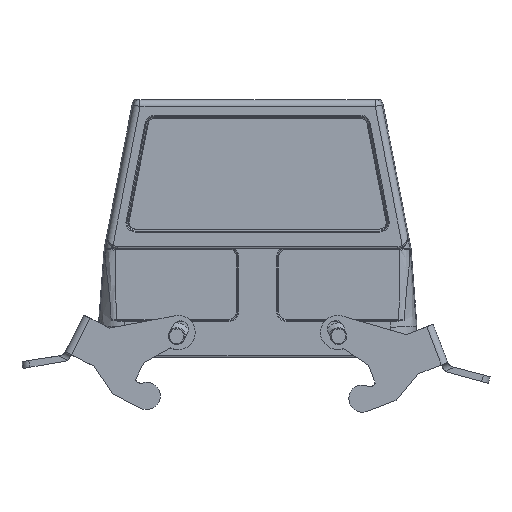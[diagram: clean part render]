
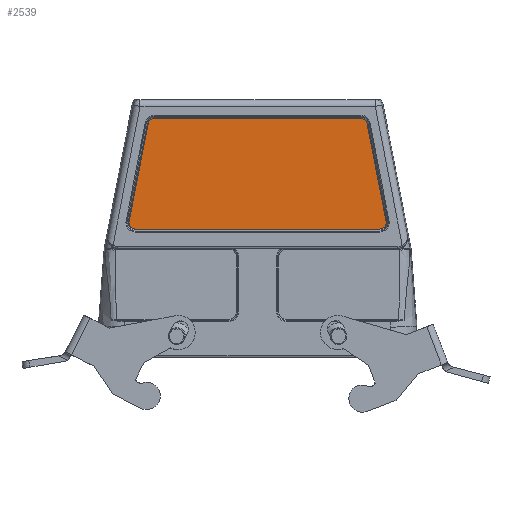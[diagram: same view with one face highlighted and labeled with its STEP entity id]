
A CAD part, front view. The second image highlights one B-rep face of the part: STEP entity #2539.
In plain terms, the highlighted planar face has unit normal (0, -1, 0).
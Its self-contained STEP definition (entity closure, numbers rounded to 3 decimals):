
#2464=CARTESIAN_POINT('',(30.294,-21.25,59.2));
#2465=DIRECTION('',(0.0,1.0,0.0));
#2466=DIRECTION('',(0.0,0.0,1.0));
#2467=AXIS2_PLACEMENT_3D('',#2464,#2465,#2466);
#2468=PLANE('',#2467);
#2469=CARTESIAN_POINT('',(37.703,-21.25,30.7));
#2470=VERTEX_POINT('',#2469);
#2471=CARTESIAN_POINT('',(32.095,-21.25,59.55));
#2472=VERTEX_POINT('',#2471);
#2473=CARTESIAN_POINT('',(37.703,-21.25,30.7));
#2474=DIRECTION('',(-0.191,0.0,0.982));
#2475=VECTOR('',#2474,29.39);
#2476=LINE('',#2473,#2475);
#2477=EDGE_CURVE('',#2470,#2472,#2476,.T.);
#2478=ORIENTED_EDGE('',*,*,#2477,.T.);
#2479=CARTESIAN_POINT('',(30.294,-21.25,61.035));
#2480=VERTEX_POINT('',#2479);
#2481=CARTESIAN_POINT('',(30.294,-21.25,59.2));
#2482=DIRECTION('',(0.0,-1.0,0.0));
#2483=DIRECTION('',(0.0,0.0,1.0));
#2484=AXIS2_PLACEMENT_3D('',#2481,#2482,#2483);
#2485=CIRCLE('',#2484,1.835);
#2486=EDGE_CURVE('',#2472,#2480,#2485,.T.);
#2487=ORIENTED_EDGE('',*,*,#2486,.T.);
#2488=CARTESIAN_POINT('',(-30.294,-21.25,61.035));
#2489=VERTEX_POINT('',#2488);
#2490=CARTESIAN_POINT('',(30.294,-21.25,61.035));
#2491=DIRECTION('',(-1.0,0.0,0.0));
#2492=VECTOR('',#2491,60.588);
#2493=LINE('',#2490,#2492);
#2494=EDGE_CURVE('',#2480,#2489,#2493,.T.);
#2495=ORIENTED_EDGE('',*,*,#2494,.T.);
#2496=CARTESIAN_POINT('',(-32.095,-21.25,59.55));
#2497=VERTEX_POINT('',#2496);
#2498=CARTESIAN_POINT('',(-30.294,-21.25,59.2));
#2499=DIRECTION('',(0.0,-1.0,0.0));
#2500=DIRECTION('',(0.0,0.0,1.0));
#2501=AXIS2_PLACEMENT_3D('',#2498,#2499,#2500);
#2502=CIRCLE('',#2501,1.835);
#2503=EDGE_CURVE('',#2489,#2497,#2502,.T.);
#2504=ORIENTED_EDGE('',*,*,#2503,.T.);
#2505=CARTESIAN_POINT('',(-37.703,-21.25,30.7));
#2506=VERTEX_POINT('',#2505);
#2507=CARTESIAN_POINT('',(-32.095,-21.25,59.55));
#2508=DIRECTION('',(-0.191,0.0,-0.982));
#2509=VECTOR('',#2508,29.39);
#2510=LINE('',#2507,#2509);
#2511=EDGE_CURVE('',#2497,#2506,#2510,.T.);
#2512=ORIENTED_EDGE('',*,*,#2511,.T.);
#2513=CARTESIAN_POINT('',(-35.902,-21.25,28.515));
#2514=VERTEX_POINT('',#2513);
#2515=CARTESIAN_POINT('',(-35.902,-21.25,30.35));
#2516=DIRECTION('',(0.0,-1.0,0.0));
#2517=DIRECTION('',(0.0,0.0,1.0));
#2518=AXIS2_PLACEMENT_3D('',#2515,#2516,#2517);
#2519=CIRCLE('',#2518,1.835);
#2520=EDGE_CURVE('',#2506,#2514,#2519,.T.);
#2521=ORIENTED_EDGE('',*,*,#2520,.T.);
#2522=CARTESIAN_POINT('',(35.902,-21.25,28.515));
#2523=VERTEX_POINT('',#2522);
#2524=CARTESIAN_POINT('',(-35.902,-21.25,28.515));
#2525=DIRECTION('',(1.0,0.0,0.0));
#2526=VECTOR('',#2525,71.804);
#2527=LINE('',#2524,#2526);
#2528=EDGE_CURVE('',#2514,#2523,#2527,.T.);
#2529=ORIENTED_EDGE('',*,*,#2528,.T.);
#2530=CARTESIAN_POINT('',(35.902,-21.25,30.35));
#2531=DIRECTION('',(0.0,-1.0,0.0));
#2532=DIRECTION('',(0.0,0.0,1.0));
#2533=AXIS2_PLACEMENT_3D('',#2530,#2531,#2532);
#2534=CIRCLE('',#2533,1.835);
#2535=EDGE_CURVE('',#2523,#2470,#2534,.T.);
#2536=ORIENTED_EDGE('',*,*,#2535,.T.);
#2537=EDGE_LOOP('',(#2478,#2487,#2495,#2504,#2512,#2521,#2529,#2536));
#2538=FACE_OUTER_BOUND('',#2537,.T.);
#2539=ADVANCED_FACE('',(#2538),#2468,.F.);
